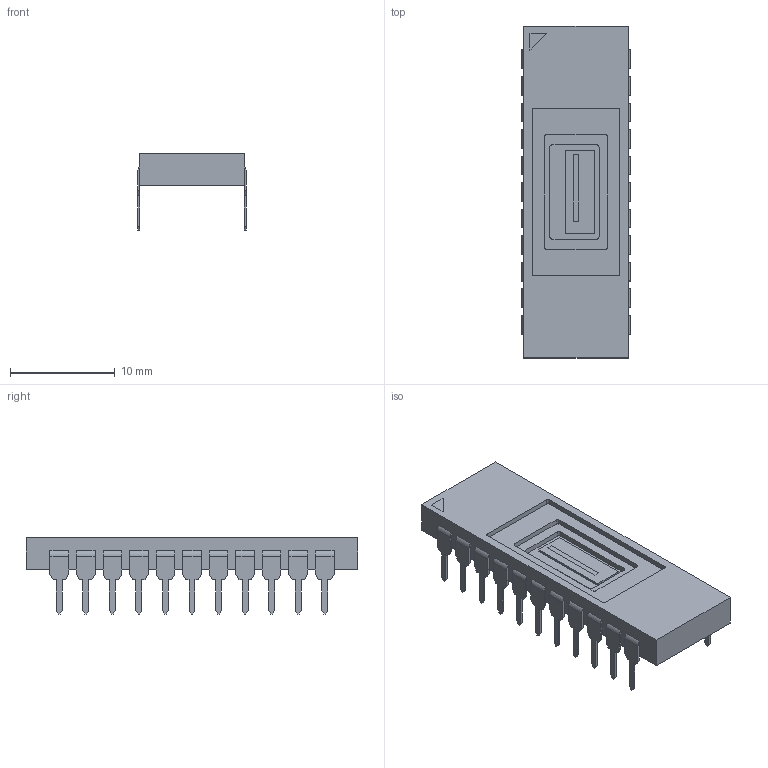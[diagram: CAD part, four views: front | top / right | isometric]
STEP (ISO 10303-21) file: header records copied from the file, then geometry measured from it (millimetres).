
FILE_DESCRIPTION((''),'2;1');
FILE_NAME('HAMAMATSU_S11105.stp','2010-05-06T13:11:37',(''),(''),'Mechanical Desktop 2010','Mechanical Desktop 2010',', , ');
FILE_SCHEMA(('AUTOMOTIVE_DESIGN { 1 2 10303 214 1 1 1 1 }'));
Length unit declared in the file: millimetre
Products named in the file (1): Product
Bounding box: 10.41 x 31.75 x 7.3 mm (x, y, z)
Volume: 863.8 mm3; surface area: 1352.5 mm2
Topology: 27 solids, 27 shells, 416 faces, 1074 edges, 716 vertices
Faces by surface type: plane 206, bspline 176, cylinder 34
Entity records: 12840 total; most frequent: CARTESIAN_POINT 3043, ORIENTED_EDGE 2148, DIRECTION 1668, EDGE_CURVE 1074, VECTOR 962, LINE 962, VERTEX_POINT 716, EDGE_LOOP 422
